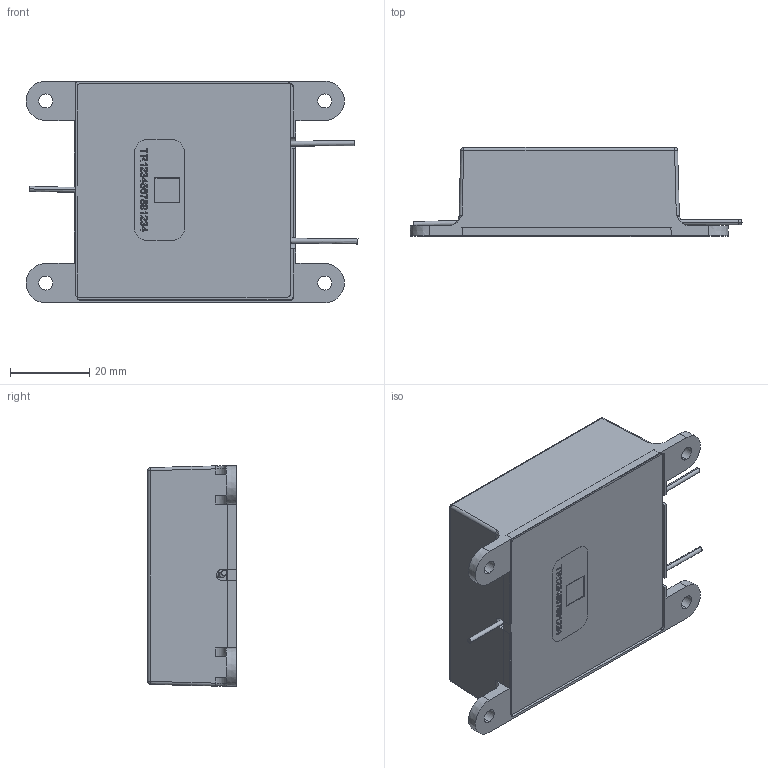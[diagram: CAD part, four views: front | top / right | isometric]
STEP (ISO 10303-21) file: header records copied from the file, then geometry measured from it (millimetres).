
FILE_DESCRIPTION (( 'STEP AP214' ), '1' );
FILE_NAME ('1101-096-E.STEP', '2019-01-22T23:04:48', ( '' ), ( '' ), 'SwSTEP 2.0', 'SolidWorks 2018', '' );
FILE_SCHEMA (( 'AUTOMOTIVE_DESIGN' ));
Length unit declared in the file: inch
Products named in the file (19): 2021-084; 2003-1052-3; 2003-583; 1000-493; 2200-054; 3320-092; 3320-088; 2001-049; 1101-096-E; 3320-092_STRAIGHT; 2001-050; 3320-088_angle
Assembly tree (10 placements, depth 3):
  2003-583
  3320-092
  2003-1052-3
  3320-088
  1101-096-E
    2021-084
      2001-050
    2001-049
    2003-583
    1000-493
      2200-054
      3320-092_STRAIGHT
      3320-088_angle
      3320-088
    2003-1052-3
Bounding box: 83.81 x 22.48 x 55.88 mm (x, y, z)
Volume: 27140.2 mm3; surface area: 29642.2 mm2
Topology: 11 solids, 11 shells, 2591 faces, 6982 edges, 4642 vertices
Faces by surface type: plane 1697, bspline 725, cylinder 153, torus 8, cone 4, sphere 4
Entity records: 149674 total; most frequent: CARTESIAN_POINT 59080, ORIENTED_EDGE 13956, DIRECTION 9602, EDGE_CURVE 6978, VECTOR 5186, LINE 5186, VERTEX_POINT 4642, EDGE_LOOP 2924
